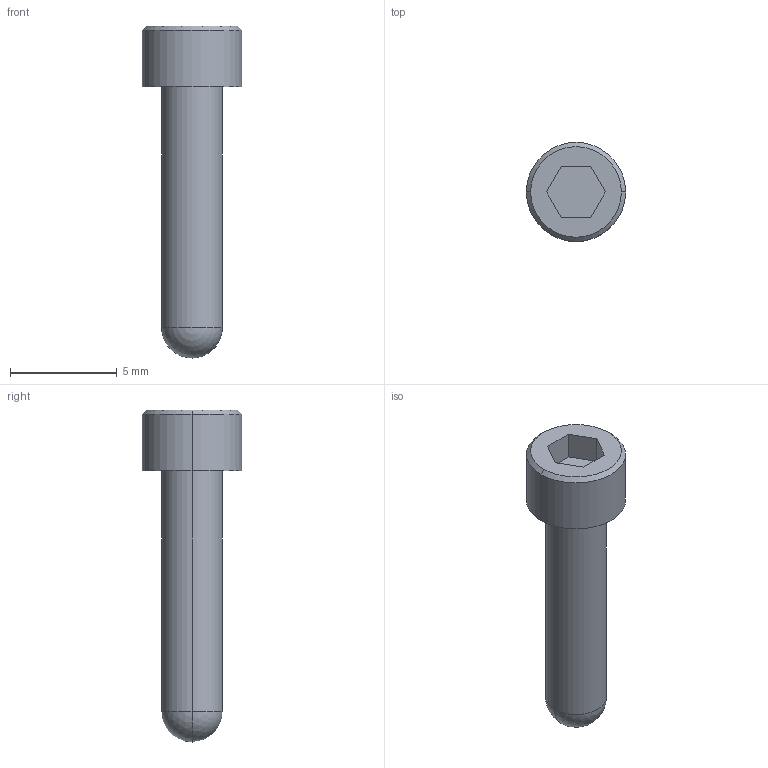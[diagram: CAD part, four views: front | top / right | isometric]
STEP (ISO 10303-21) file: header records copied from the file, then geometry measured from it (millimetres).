
FILE_DESCRIPTION (( 'STEP AP203' ), '1' );
FILE_NAME ('D0901006-v1_aLIGO_Ag-Plated, Rounded End SHCS, 4-40 x 0.5 Long.STEP', '2010-11-04T16:57:04', ( ' ' ), ( ' ' ), 'SwSTEP 2.0', 'SolidWorks 2010', '' );
FILE_SCHEMA (( 'CONFIG_CONTROL_DESIGN' ));
Length unit declared in the file: inch
Products named in the file (1): D0901006-v1_aLIGO_Ag-Plated, Rounded End SHCS, 4-40 x 0.5 Long
Bounding box: 4.65 x 4.65 x 15.54 mm (x, y, z)
Volume: 119.3 mm3; surface area: 191.5 mm2
Topology: 1 solids, 1 shells, 17 faces, 40 edges, 25 vertices
Faces by surface type: plane 9, cylinder 4, sphere 2, cone 2
Entity records: 537 total; most frequent: DIRECTION 84, CARTESIAN_POINT 77, ORIENTED_EDGE 72, EDGE_CURVE 36, AXIS2_PLACEMENT_3D 30, LINE 24, VECTOR 24, VERTEX_POINT 23
